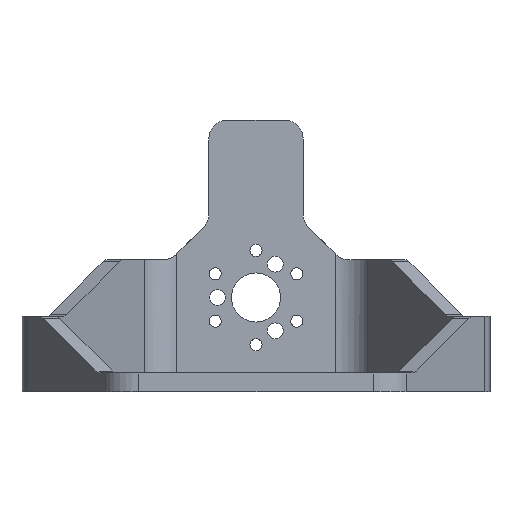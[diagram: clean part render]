
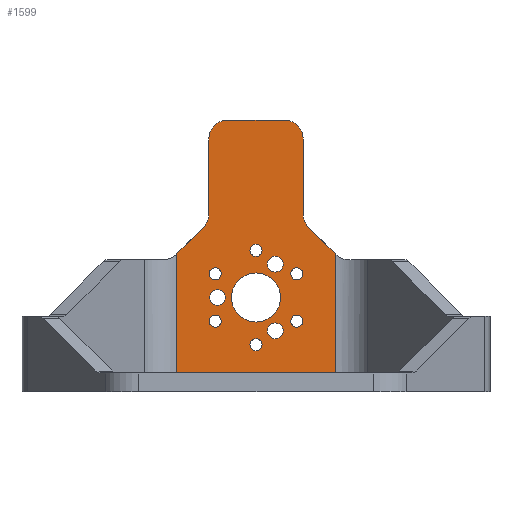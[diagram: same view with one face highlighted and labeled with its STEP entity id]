
A CAD part, left-side view. The second image highlights one B-rep face of the part: STEP entity #1599.
In plain terms, the highlighted planar face has unit normal (-1, 0, 0).
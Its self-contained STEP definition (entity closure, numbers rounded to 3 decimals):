
#38=FACE_BOUND('',#214,.T.);
#39=FACE_BOUND('',#215,.T.);
#40=FACE_BOUND('',#216,.T.);
#41=FACE_BOUND('',#217,.T.);
#42=FACE_BOUND('',#218,.T.);
#43=FACE_BOUND('',#219,.T.);
#44=FACE_BOUND('',#220,.T.);
#45=FACE_BOUND('',#221,.T.);
#46=FACE_BOUND('',#222,.T.);
#47=FACE_BOUND('',#223,.T.);
#72=PLANE('',#1759);
#118=FACE_OUTER_BOUND('',#213,.T.);
#213=EDGE_LOOP('',(#1224,#1225,#1226,#1227,#1228,#1229,#1230,#1231,#1232,
#1233,#1234,#1235));
#214=EDGE_LOOP('',(#1236));
#215=EDGE_LOOP('',(#1237));
#216=EDGE_LOOP('',(#1238));
#217=EDGE_LOOP('',(#1239));
#218=EDGE_LOOP('',(#1240));
#219=EDGE_LOOP('',(#1241));
#220=EDGE_LOOP('',(#1242));
#221=EDGE_LOOP('',(#1243));
#222=EDGE_LOOP('',(#1244));
#223=EDGE_LOOP('',(#1245));
#325=LINE('',#2490,#462);
#351=LINE('',#2579,#488);
#356=LINE('',#2594,#493);
#361=LINE('',#2611,#498);
#362=LINE('',#2614,#499);
#363=LINE('',#2615,#500);
#364=LINE('',#2616,#501);
#365=LINE('',#2617,#502);
#462=VECTOR('',#1979,10.);
#488=VECTOR('',#2069,10.);
#493=VECTOR('',#2082,10.);
#498=VECTOR('',#2097,10.);
#499=VECTOR('',#2100,10.);
#500=VECTOR('',#2101,10.);
#501=VECTOR('',#2102,10.);
#502=VECTOR('',#2103,10.);
#610=CIRCLE('',#1748,5.);
#612=CIRCLE('',#1752,5.);
#615=CIRCLE('',#1758,5.);
#616=CIRCLE('',#1760,5.);
#617=CIRCLE('',#1761,6.5);
#618=CIRCLE('',#1762,2.1);
#619=CIRCLE('',#1763,2.1);
#620=CIRCLE('',#1764,2.1);
#621=CIRCLE('',#1765,1.6);
#622=CIRCLE('',#1766,1.6);
#623=CIRCLE('',#1767,1.6);
#624=CIRCLE('',#1768,1.6);
#625=CIRCLE('',#1769,1.6);
#626=CIRCLE('',#1770,1.6);
#715=VERTEX_POINT('',#2487);
#716=VERTEX_POINT('',#2489);
#743=VERTEX_POINT('',#2569);
#744=VERTEX_POINT('',#2570);
#747=VERTEX_POINT('',#2578);
#749=VERTEX_POINT('',#2584);
#750=VERTEX_POINT('',#2585);
#753=VERTEX_POINT('',#2593);
#758=VERTEX_POINT('',#2604);
#759=VERTEX_POINT('',#2606);
#760=VERTEX_POINT('',#2610);
#761=VERTEX_POINT('',#2613);
#762=VERTEX_POINT('',#2618);
#763=VERTEX_POINT('',#2620);
#764=VERTEX_POINT('',#2622);
#765=VERTEX_POINT('',#2624);
#766=VERTEX_POINT('',#2626);
#767=VERTEX_POINT('',#2628);
#768=VERTEX_POINT('',#2630);
#769=VERTEX_POINT('',#2632);
#770=VERTEX_POINT('',#2634);
#771=VERTEX_POINT('',#2636);
#883=EDGE_CURVE('',#715,#716,#325,.T.);
#924=EDGE_CURVE('',#743,#744,#610,.T.);
#928=EDGE_CURVE('',#744,#747,#351,.T.);
#931=EDGE_CURVE('',#749,#750,#612,.T.);
#935=EDGE_CURVE('',#753,#750,#356,.T.);
#941=EDGE_CURVE('',#758,#759,#615,.T.);
#943=EDGE_CURVE('',#760,#758,#361,.T.);
#944=EDGE_CURVE('',#747,#760,#616,.T.);
#945=EDGE_CURVE('',#743,#761,#362,.T.);
#946=EDGE_CURVE('',#716,#761,#363,.T.);
#947=EDGE_CURVE('',#753,#715,#364,.T.);
#948=EDGE_CURVE('',#749,#759,#365,.T.);
#949=EDGE_CURVE('',#762,#762,#617,.T.);
#950=EDGE_CURVE('',#763,#763,#618,.T.);
#951=EDGE_CURVE('',#764,#764,#619,.T.);
#952=EDGE_CURVE('',#765,#765,#620,.T.);
#953=EDGE_CURVE('',#766,#766,#621,.T.);
#954=EDGE_CURVE('',#767,#767,#622,.T.);
#955=EDGE_CURVE('',#768,#768,#623,.T.);
#956=EDGE_CURVE('',#769,#769,#624,.T.);
#957=EDGE_CURVE('',#770,#770,#625,.T.);
#958=EDGE_CURVE('',#771,#771,#626,.T.);
#1224=ORIENTED_EDGE('',*,*,#941,.F.);
#1225=ORIENTED_EDGE('',*,*,#943,.F.);
#1226=ORIENTED_EDGE('',*,*,#944,.F.);
#1227=ORIENTED_EDGE('',*,*,#928,.F.);
#1228=ORIENTED_EDGE('',*,*,#924,.F.);
#1229=ORIENTED_EDGE('',*,*,#945,.T.);
#1230=ORIENTED_EDGE('',*,*,#946,.F.);
#1231=ORIENTED_EDGE('',*,*,#883,.F.);
#1232=ORIENTED_EDGE('',*,*,#947,.F.);
#1233=ORIENTED_EDGE('',*,*,#935,.T.);
#1234=ORIENTED_EDGE('',*,*,#931,.F.);
#1235=ORIENTED_EDGE('',*,*,#948,.T.);
#1236=ORIENTED_EDGE('',*,*,#949,.T.);
#1237=ORIENTED_EDGE('',*,*,#950,.T.);
#1238=ORIENTED_EDGE('',*,*,#951,.T.);
#1239=ORIENTED_EDGE('',*,*,#952,.T.);
#1240=ORIENTED_EDGE('',*,*,#953,.T.);
#1241=ORIENTED_EDGE('',*,*,#954,.T.);
#1242=ORIENTED_EDGE('',*,*,#955,.T.);
#1243=ORIENTED_EDGE('',*,*,#956,.T.);
#1244=ORIENTED_EDGE('',*,*,#957,.T.);
#1245=ORIENTED_EDGE('',*,*,#958,.T.);
#1599=ADVANCED_FACE('',(#118,#38,#39,#40,#41,#42,#43,#44,#45,#46,#47),#72,
 .F.);
#1748=AXIS2_PLACEMENT_3D('',#2571,#2061,#2062);
#1752=AXIS2_PLACEMENT_3D('',#2586,#2074,#2075);
#1758=AXIS2_PLACEMENT_3D('',#2607,#2092,#2093);
#1759=AXIS2_PLACEMENT_3D('',#2609,#2095,#2096);
#1760=AXIS2_PLACEMENT_3D('',#2612,#2098,#2099);
#1761=AXIS2_PLACEMENT_3D('',#2619,#2104,#2105);
#1762=AXIS2_PLACEMENT_3D('',#2621,#2106,#2107);
#1763=AXIS2_PLACEMENT_3D('',#2623,#2108,#2109);
#1764=AXIS2_PLACEMENT_3D('',#2625,#2110,#2111);
#1765=AXIS2_PLACEMENT_3D('',#2627,#2112,#2113);
#1766=AXIS2_PLACEMENT_3D('',#2629,#2114,#2115);
#1767=AXIS2_PLACEMENT_3D('',#2631,#2116,#2117);
#1768=AXIS2_PLACEMENT_3D('',#2633,#2118,#2119);
#1769=AXIS2_PLACEMENT_3D('',#2635,#2120,#2121);
#1770=AXIS2_PLACEMENT_3D('',#2637,#2122,#2123);
#1979=DIRECTION('',(0.,1.,0.));
#2061=DIRECTION('center_axis',(-1.,0.,0.));
#2062=DIRECTION('ref_axis',(0.,-0.924,-0.383));
#2069=DIRECTION('',(0.,0.,1.));
#2074=DIRECTION('center_axis',(-1.,0.,0.));
#2075=DIRECTION('ref_axis',(0.,0.924,-0.383));
#2082=DIRECTION('',(0.,0.707,0.707));
#2092=DIRECTION('center_axis',(1.,0.,0.));
#2093=DIRECTION('ref_axis',(0.,-0.707,0.707));
#2095=DIRECTION('center_axis',(1.,0.,0.));
#2096=DIRECTION('ref_axis',(0.,0.,-1.));
#2097=DIRECTION('',(0.,-1.,0.));
#2098=DIRECTION('center_axis',(1.,0.,0.));
#2099=DIRECTION('ref_axis',(0.,0.707,0.707));
#2100=DIRECTION('',(0.,0.707,-0.707));
#2101=DIRECTION('',(0.,0.,1.));
#2102=DIRECTION('',(0.,0.,-1.));
#2103=DIRECTION('',(0.,0.,1.));
#2104=DIRECTION('center_axis',(1.,0.,0.));
#2105=DIRECTION('ref_axis',(0.,0.,-1.));
#2106=DIRECTION('center_axis',(1.,0.,0.));
#2107=DIRECTION('ref_axis',(0.,0.,-1.));
#2108=DIRECTION('center_axis',(1.,0.,0.));
#2109=DIRECTION('ref_axis',(0.,0.,-1.));
#2110=DIRECTION('center_axis',(1.,0.,0.));
#2111=DIRECTION('ref_axis',(0.,0.,-1.));
#2112=DIRECTION('center_axis',(1.,0.,0.));
#2113=DIRECTION('ref_axis',(0.,0.,-1.));
#2114=DIRECTION('center_axis',(1.,0.,0.));
#2115=DIRECTION('ref_axis',(0.,0.,-1.));
#2116=DIRECTION('center_axis',(1.,0.,0.));
#2117=DIRECTION('ref_axis',(0.,0.,-1.));
#2118=DIRECTION('center_axis',(1.,0.,0.));
#2119=DIRECTION('ref_axis',(0.,0.,-1.));
#2120=DIRECTION('center_axis',(1.,0.,0.));
#2121=DIRECTION('ref_axis',(0.,0.,-1.));
#2122=DIRECTION('center_axis',(1.,0.,0.));
#2123=DIRECTION('ref_axis',(0.,0.,-1.));
#2487=CARTESIAN_POINT('',(56.292,-20.953,5.));
#2489=CARTESIAN_POINT('',(56.292,20.953,5.));
#2490=CARTESIAN_POINT('',(56.292,-32.5,5.));
#2569=CARTESIAN_POINT('',(56.292,13.964,43.536));
#2570=CARTESIAN_POINT('',(56.292,12.5,47.071));
#2571=CARTESIAN_POINT('Origin',(56.292,17.5,47.071));
#2578=CARTESIAN_POINT('',(56.292,12.5,67.));
#2579=CARTESIAN_POINT('',(56.292,12.5,45.));
#2584=CARTESIAN_POINT('',(56.292,-12.5,47.071));
#2585=CARTESIAN_POINT('',(56.292,-13.964,43.536));
#2586=CARTESIAN_POINT('Origin',(56.292,-17.5,47.071));
#2593=CARTESIAN_POINT('',(56.292,-20.953,36.547));
#2594=CARTESIAN_POINT('',(56.292,-19.375,38.125));
#2604=CARTESIAN_POINT('',(56.292,-7.5,72.));
#2606=CARTESIAN_POINT('',(56.292,-12.5,67.));
#2607=CARTESIAN_POINT('Origin',(56.292,-7.5,67.));
#2609=CARTESIAN_POINT('Origin',(56.292,0.,
25.));
#2610=CARTESIAN_POINT('',(56.292,7.5,72.));
#2611=CARTESIAN_POINT('',(56.292,12.5,72.));
#2612=CARTESIAN_POINT('Origin',(56.292,7.5,67.));
#2613=CARTESIAN_POINT('',(56.292,20.953,36.547));
#2614=CARTESIAN_POINT('',(56.292,14.375,43.125));
#2615=CARTESIAN_POINT('',(56.292,20.953,15.));
#2616=CARTESIAN_POINT('',(56.292,-20.953,15.));
#2617=CARTESIAN_POINT('',(56.292,-12.5,45.));
#2618=CARTESIAN_POINT('',(56.292,0.,31.5));
#2619=CARTESIAN_POINT('Origin',(56.292,0.,
25.));
#2620=CARTESIAN_POINT('',(56.292,-5.1,35.933));
#2621=CARTESIAN_POINT('Origin',(56.292,-5.1,33.833));
#2622=CARTESIAN_POINT('',(56.292,-5.1,18.267));
#2623=CARTESIAN_POINT('Origin',(56.292,-5.1,16.167));
#2624=CARTESIAN_POINT('',(56.292,10.2,27.1));
#2625=CARTESIAN_POINT('Origin',(56.292,10.2,25.));
#2626=CARTESIAN_POINT('',(56.292,0.,39.1));
#2627=CARTESIAN_POINT('Origin',(56.292,0.,
37.5));
#2628=CARTESIAN_POINT('',(56.292,-10.825,32.85));
#2629=CARTESIAN_POINT('Origin',(56.292,-10.825,31.25));
#2630=CARTESIAN_POINT('',(56.292,-10.825,20.35));
#2631=CARTESIAN_POINT('Origin',(56.292,-10.825,18.75));
#2632=CARTESIAN_POINT('',(56.292,0.,14.1));
#2633=CARTESIAN_POINT('Origin',(56.292,0.,12.5));
#2634=CARTESIAN_POINT('',(56.292,10.825,20.35));
#2635=CARTESIAN_POINT('Origin',(56.292,10.825,18.75));
#2636=CARTESIAN_POINT('',(56.292,10.825,32.85));
#2637=CARTESIAN_POINT('Origin',(56.292,10.825,31.25));
